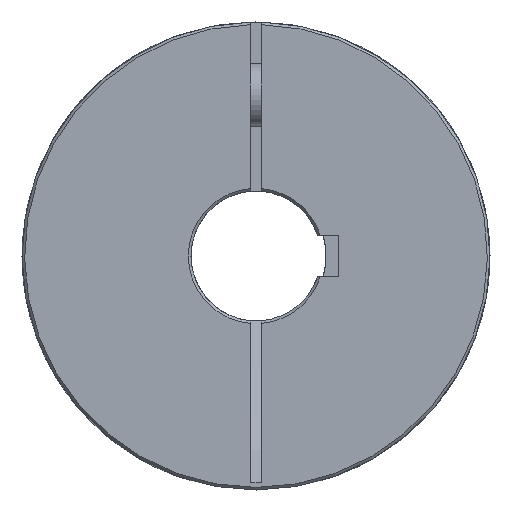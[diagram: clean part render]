
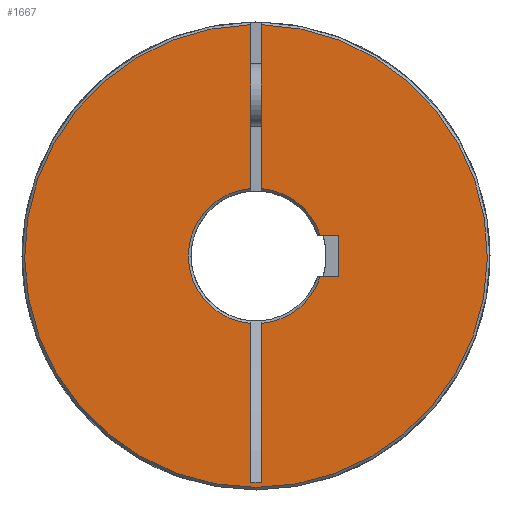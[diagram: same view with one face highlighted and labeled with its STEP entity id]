
A CAD part, left-side view. The second image highlights one B-rep face of the part: STEP entity #1667.
In plain terms, the highlighted planar face has unit normal (-1, 0, 0).
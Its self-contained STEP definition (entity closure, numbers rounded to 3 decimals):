
#76=LINE('',#2665,#174);
#77=LINE('',#2673,#175);
#79=LINE('',#2686,#177);
#81=LINE('',#2692,#179);
#84=LINE('',#2703,#182);
#94=LINE('',#2848,#192);
#95=LINE('',#2850,#193);
#96=LINE('',#2852,#194);
#174=VECTOR('',#2057,1000.);
#175=VECTOR('',#2060,1000.);
#177=VECTOR('',#2068,1000.);
#179=VECTOR('',#2074,1000.);
#182=VECTOR('',#2079,1000.);
#192=VECTOR('',#2133,1000.);
#193=VECTOR('',#2134,1000.);
#194=VECTOR('',#2135,1000.);
#263=PLANE('',#1825);
#443=ORIENTED_EDGE('',*,*,#869,.T.);
#444=ORIENTED_EDGE('',*,*,#828,.T.);
#445=ORIENTED_EDGE('',*,*,#870,.F.);
#446=ORIENTED_EDGE('',*,*,#838,.F.);
#447=ORIENTED_EDGE('',*,*,#788,.T.);
#448=ORIENTED_EDGE('',*,*,#871,.T.);
#449=ORIENTED_EDGE('',*,*,#872,.T.);
#450=ORIENTED_EDGE('',*,*,#873,.T.);
#451=ORIENTED_EDGE('',*,*,#790,.T.);
#452=ORIENTED_EDGE('',*,*,#842,.F.);
#453=ORIENTED_EDGE('',*,*,#835,.F.);
#454=ORIENTED_EDGE('',*,*,#830,.T.);
#788=EDGE_CURVE('',#1009,#1008,#1171,.T.);
#790=EDGE_CURVE('',#1010,#1011,#1172,.T.);
#828=EDGE_CURVE('',#1042,#1046,#76,.T.);
#830=EDGE_CURVE('',#1049,#1047,#77,.T.);
#835=EDGE_CURVE('',#1049,#1052,#79,.T.);
#838=EDGE_CURVE('',#1009,#1055,#81,.T.);
#842=EDGE_CURVE('',#1052,#1011,#84,.T.);
#869=EDGE_CURVE('',#1047,#1042,#1197,.T.);
#870=EDGE_CURVE('',#1055,#1046,#1198,.T.);
#871=EDGE_CURVE('',#1008,#1077,#94,.T.);
#872=EDGE_CURVE('',#1077,#1078,#95,.T.);
#873=EDGE_CURVE('',#1078,#1010,#96,.T.);
#1008=VERTEX_POINT('',#2542);
#1009=VERTEX_POINT('',#2544);
#1010=VERTEX_POINT('',#2551);
#1011=VERTEX_POINT('',#2552);
#1042=VERTEX_POINT('',#2653);
#1046=VERTEX_POINT('',#2664);
#1047=VERTEX_POINT('',#2671);
#1049=VERTEX_POINT('',#2674);
#1052=VERTEX_POINT('',#2681);
#1055=VERTEX_POINT('',#2693);
#1077=VERTEX_POINT('',#2849);
#1078=VERTEX_POINT('',#2851);
#1171=CIRCLE('',#1781,13.);
#1172=CIRCLE('',#1783,13.);
#1197=CIRCLE('',#1826,13.);
#1198=CIRCLE('',#1827,44.5);
#1302=EDGE_LOOP('',(#443,#444,#445,#446,#447,#448,#449,#450,#451,#452,#453,
#454));
#1484=FACE_BOUND('',#1302,.T.);
#1667=ADVANCED_FACE('',(#1484),#263,.F.);
#1781=AXIS2_PLACEMENT_3D('',#2543,#2003,#2004);
#1783=AXIS2_PLACEMENT_3D('',#2550,#2007,#2008);
#1825=AXIS2_PLACEMENT_3D('',#2845,#2127,#2128);
#1826=AXIS2_PLACEMENT_3D('',#2846,#2129,#2130);
#1827=AXIS2_PLACEMENT_3D('',#2847,#2131,#2132);
#2003=DIRECTION('',(1.,0.,0.));
#2004=DIRECTION('',(0.,0.,-1.));
#2007=DIRECTION('',(1.,0.,0.));
#2008=DIRECTION('',(0.,0.,-1.));
#2057=DIRECTION('',(0.,0.,1.));
#2060=DIRECTION('',(0.,0.,1.));
#2068=DIRECTION('',(0.,-1.,0.));
#2074=DIRECTION('',(0.,0.,1.));
#2079=DIRECTION('',(0.,0.,1.));
#2127=DIRECTION('',(1.,0.,0.));
#2128=DIRECTION('',(0.,0.,-1.));
#2129=DIRECTION('',(1.,0.,0.));
#2130=DIRECTION('',(0.,0.,-1.));
#2131=DIRECTION('',(1.,0.,0.));
#2132=DIRECTION('',(0.,0.,-1.));
#2133=DIRECTION('',(0.,-1.,0.));
#2134=DIRECTION('',(0.,0.,-1.));
#2135=DIRECTION('',(0.,1.,0.));
#2542=CARTESIAN_POINT('',(0.,-12.369,4.));
#2543=CARTESIAN_POINT('',(0.,0.,0.));
#2544=CARTESIAN_POINT('',(0.,-1.,12.961));
#2550=CARTESIAN_POINT('',(0.,0.,0.));
#2551=CARTESIAN_POINT('',(0.,-12.369,-4.));
#2552=CARTESIAN_POINT('',(0.,-1.,-12.961));
#2653=CARTESIAN_POINT('',(0.,1.,12.961));
#2664=CARTESIAN_POINT('',(0.,1.,44.489));
#2665=CARTESIAN_POINT('',(0.,1.,-43.545));
#2671=CARTESIAN_POINT('',(0.,1.,-12.961));
#2673=CARTESIAN_POINT('',(0.,1.,-43.545));
#2674=CARTESIAN_POINT('',(0.,1.,-43.545));
#2681=CARTESIAN_POINT('',(0.,-1.,-43.545));
#2686=CARTESIAN_POINT('',(0.,1.,-43.545));
#2692=CARTESIAN_POINT('',(0.,-1.,-43.545));
#2693=CARTESIAN_POINT('',(0.,-1.,44.489));
#2703=CARTESIAN_POINT('',(0.,-1.,-43.545));
#2845=CARTESIAN_POINT('',(0.,0.,0.));
#2846=CARTESIAN_POINT('',(0.,0.,0.));
#2847=CARTESIAN_POINT('',(0.,0.,0.));
#2848=CARTESIAN_POINT('',(0.,0.,4.));
#2849=CARTESIAN_POINT('',(0.,-15.8,4.));
#2850=CARTESIAN_POINT('',(0.,-15.8,4.));
#2851=CARTESIAN_POINT('',(0.,-15.8,-4.));
#2852=CARTESIAN_POINT('',(0.,-15.8,-4.));
